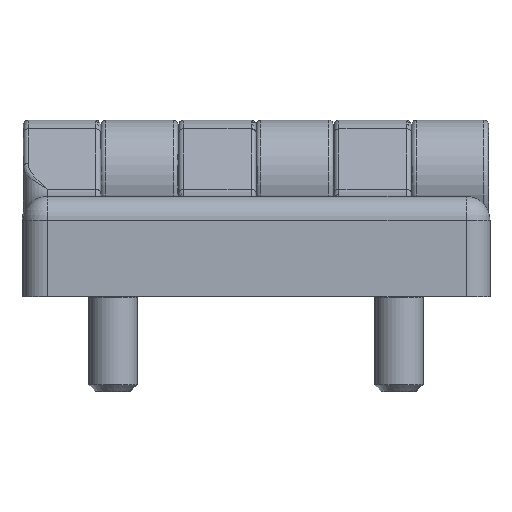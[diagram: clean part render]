
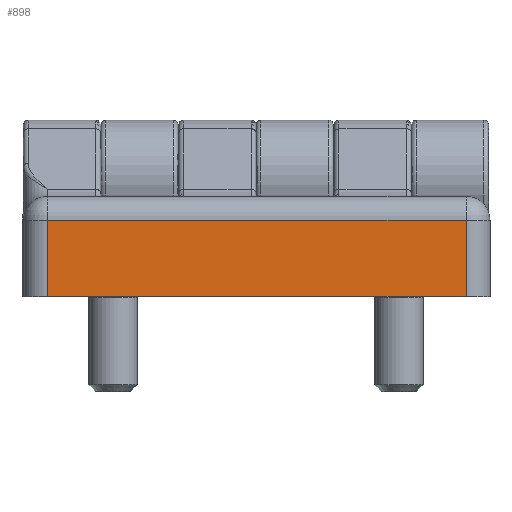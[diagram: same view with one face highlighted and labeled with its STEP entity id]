
A CAD part, left-side view. The second image highlights one B-rep face of the part: STEP entity #898.
In plain terms, the highlighted planar face has unit normal (-1, 0, 0).
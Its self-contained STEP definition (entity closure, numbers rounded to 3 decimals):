
#898 = ADVANCED_FACE( '', ( #1887 ), #1888, .F. );
#1887 = FACE_OUTER_BOUND( '', #3128, .T. );
#1888 = PLANE( '', #3129 );
#3128 = EDGE_LOOP( '', ( #5665, #5666, #5667, #5668 ) );
#3129 = AXIS2_PLACEMENT_3D( '', #5669, #5670, #5671 );
#5665 = ORIENTED_EDGE( '', *, *, #6664, .T. );
#5666 = ORIENTED_EDGE( '', *, *, #6439, .T. );
#5667 = ORIENTED_EDGE( '', *, *, #7068, .T. );
#5668 = ORIENTED_EDGE( '', *, *, #6187, .T. );
#5669 = CARTESIAN_POINT( '', ( -98., -0.3, 0. ) );
#5670 = DIRECTION( '', ( 1., 0., 0. ) );
#5671 = DIRECTION( '', ( 0., 0., 1. ) );
#6187 = EDGE_CURVE( '', #7362, #7359, #7363, .F. );
#6439 = EDGE_CURVE( '', #7774, #7238, #7776, .T. );
#6664 = EDGE_CURVE( '', #7359, #7774, #8120, .T. );
#7068 = EDGE_CURVE( '', #7238, #7362, #8633, .F. );
#7238 = VERTEX_POINT( '', #8832 );
#7359 = VERTEX_POINT( '', #8990 );
#7362 = VERTEX_POINT( '', #8993 );
#7363 = LINE( '', #8994, #8995 );
#7774 = VERTEX_POINT( '', #9635 );
#7776 = LINE( '', #9637, #9638 );
#8120 = LINE( '', #10226, #10227 );
#8633 = LINE( '', #10966, #10967 );
#8832 = CARTESIAN_POINT( '', ( -98., -93.2, 16. ) );
#8990 = CARTESIAN_POINT( '', ( -98., -5.3, 0. ) );
#8993 = CARTESIAN_POINT( '', ( -98., -5.3, 16. ) );
#8994 = CARTESIAN_POINT( '', ( -98., -5.3, 0. ) );
#8995 = VECTOR( '', #11233, 1000. );
#9635 = CARTESIAN_POINT( '', ( -98., -93.2, 0. ) );
#9637 = CARTESIAN_POINT( '', ( -98., -93.2, 0. ) );
#9638 = VECTOR( '', #11558, 1000. );
#10226 = CARTESIAN_POINT( '', ( -98., -0.3, 0. ) );
#10227 = VECTOR( '', #11841, 1000. );
#10966 = CARTESIAN_POINT( '', ( -98., -0.3, 16. ) );
#10967 = VECTOR( '', #12261, 1000. );
#11233 = DIRECTION( '', ( 0., 0., 1. ) );
#11558 = DIRECTION( '', ( 0., 0., 1. ) );
#11841 = DIRECTION( '', ( 0., -1., 0. ) );
#12261 = DIRECTION( '', ( 0., -1., 0. ) );
